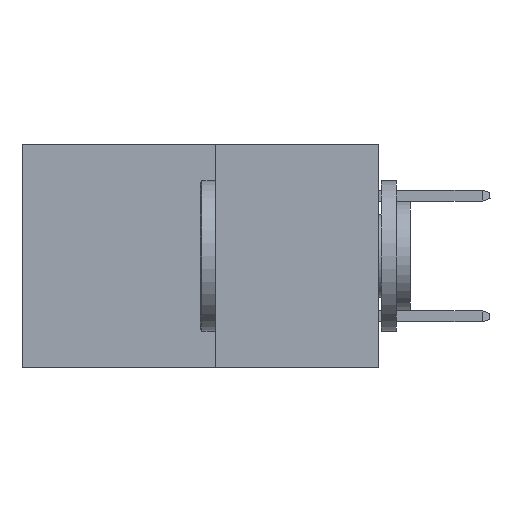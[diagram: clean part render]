
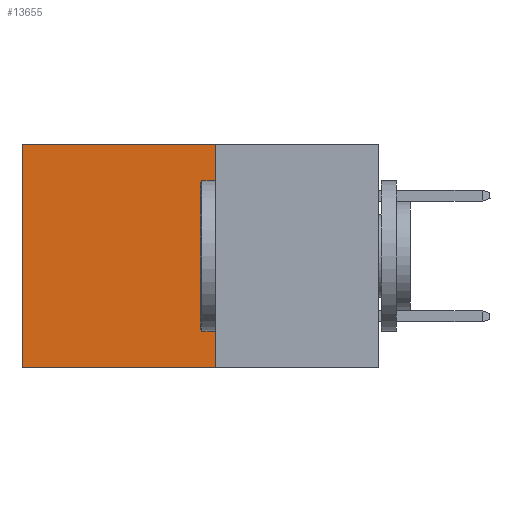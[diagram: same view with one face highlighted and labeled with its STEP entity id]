
A CAD part, left-side view. The second image highlights one B-rep face of the part: STEP entity #13655.
In plain terms, the highlighted planar face has unit normal (-1, 0, 0).
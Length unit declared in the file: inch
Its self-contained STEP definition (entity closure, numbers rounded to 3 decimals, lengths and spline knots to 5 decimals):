
#333 = VERTEX_POINT ( 'NONE', #14327 ) ;
#728 = LINE ( 'NONE', #2600, #15135 ) ;
#1402 = DIRECTION ( 'NONE',  ( 0., 0., -1. ) ) ;
#1816 = LINE ( 'NONE', #1856, #5705 ) ;
#1856 = CARTESIAN_POINT ( 'NONE',  ( 0.277, 0.27, 0. ) ) ;
#2147 = CARTESIAN_POINT ( 'NONE',  ( 0.277, 0.27, 0. ) ) ;
#2600 = CARTESIAN_POINT ( 'NONE',  ( 0.277, 0.59, -0.37 ) ) ;
#2731 = CARTESIAN_POINT ( 'NONE',  ( 0.277, 0.27, -0.37 ) ) ;
#2965 = CARTESIAN_POINT ( 'NONE',  ( 0.277, 0.27, -0.37 ) ) ;
#3187 = EDGE_CURVE ( 'NONE', #11789, #333, #728, .T. ) ;
#3519 = EDGE_LOOP ( 'NONE', ( #8193, #10345, #17661, #3759 ) ) ;
#3733 = CARTESIAN_POINT ( 'NONE',  ( 0.277, 0.59, 0. ) ) ;
#3759 = ORIENTED_EDGE ( 'NONE', *, *, #14714, .T. ) ;
#4213 = DIRECTION ( 'NONE',  ( 0., 0., -1. ) ) ;
#4333 = CARTESIAN_POINT ( 'NONE',  ( 0.277, 0.27, -0.37 ) ) ;
#4392 = DIRECTION ( 'NONE',  ( 1., 0., 0. ) ) ;
#5320 = VECTOR ( 'NONE', #12038, 39.37008 ) ;
#5705 = VECTOR ( 'NONE', #6250, 39.37008 ) ;
#5770 = LINE ( 'NONE', #7899, #5320 ) ;
#6250 = DIRECTION ( 'NONE',  ( 0., 1., 0. ) ) ;
#6308 = LINE ( 'NONE', #2731, #13167 ) ;
#7730 = AXIS2_PLACEMENT_3D ( 'NONE', #4333, #4392, #14002 ) ;
#7899 = CARTESIAN_POINT ( 'NONE',  ( 0.277, 0.27, -0.37 ) ) ;
#8193 = ORIENTED_EDGE ( 'NONE', *, *, #3187, .T. ) ;
#10345 = ORIENTED_EDGE ( 'NONE', *, *, #11729, .F. ) ;
#11090 = VERTEX_POINT ( 'NONE', #2147 ) ;
#11145 = FACE_OUTER_BOUND ( 'NONE', #3519, .T. ) ;
#11729 = EDGE_CURVE ( 'NONE', #17839, #333, #5770, .T. ) ;
#11789 = VERTEX_POINT ( 'NONE', #3733 ) ;
#12038 = DIRECTION ( 'NONE',  ( 0., 1., 0. ) ) ;
#12727 = PLANE ( 'NONE',  #7730 ) ;
#13167 = VECTOR ( 'NONE', #4213, 39.37008 ) ;
#13655 = ADVANCED_FACE ( 'NONE', ( #11145 ), #12727, .F. ) ;
#14002 = DIRECTION ( 'NONE',  ( 0., 0., -1. ) ) ;
#14327 = CARTESIAN_POINT ( 'NONE',  ( 0.277, 0.59, -0.37 ) ) ;
#14714 = EDGE_CURVE ( 'NONE', #11090, #11789, #1816, .T. ) ;
#15135 = VECTOR ( 'NONE', #1402, 39.37008 ) ;
#15635 = EDGE_CURVE ( 'NONE', #11090, #17839, #6308, .T. ) ;
#17661 = ORIENTED_EDGE ( 'NONE', *, *, #15635, .F. ) ;
#17839 = VERTEX_POINT ( 'NONE', #2965 ) ;
